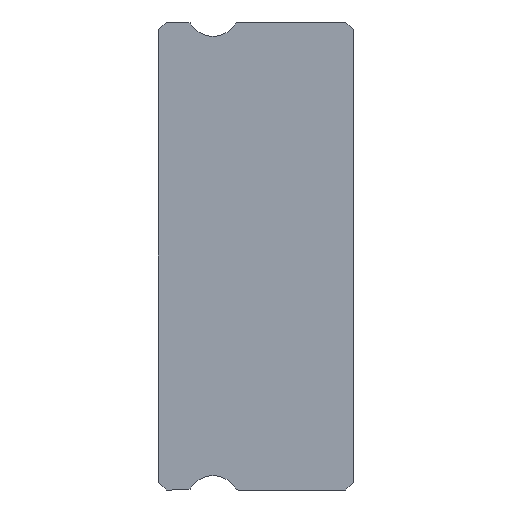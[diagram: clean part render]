
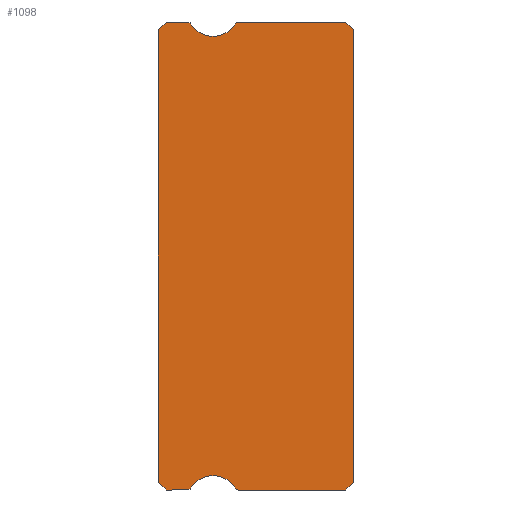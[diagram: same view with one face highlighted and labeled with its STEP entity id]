
A CAD part, left-side view. The second image highlights one B-rep face of the part: STEP entity #1098.
In plain terms, the highlighted planar face has unit normal (-1, 0, 0).
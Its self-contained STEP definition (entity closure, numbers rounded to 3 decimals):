
#6 = ORIENTED_EDGE ( 'NONE', *, *, #614, .F. ) ;
#12 = CARTESIAN_POINT ( 'NONE',  ( -15., 0.3, 9. ) ) ;
#15 = DIRECTION ( 'NONE',  ( 0., 0., -1. ) ) ;
#27 = ORIENTED_EDGE ( 'NONE', *, *, #461, .F. ) ;
#28 = VERTEX_POINT ( 'NONE', #1808 ) ;
#84 = CARTESIAN_POINT ( 'NONE',  ( -15., 0., 8.7 ) ) ;
#90 = EDGE_CURVE ( 'NONE', #631, #1421, #228, .T. ) ;
#94 = CARTESIAN_POINT ( 'NONE',  ( -15., 5.4, -9.45 ) ) ;
#103 = CARTESIAN_POINT ( 'NONE',  ( -15., 4.419, 8.85 ) ) ;
#106 = CARTESIAN_POINT ( 'NONE',  ( -15., 5.4, 9.45 ) ) ;
#121 = EDGE_CURVE ( 'NONE', #157, #558, #1586, .T. ) ;
#157 = VERTEX_POINT ( 'NONE', #1253 ) ;
#161 = AXIS2_PLACEMENT_3D ( 'NONE', #1541, #1672, #364 ) ;
#181 = CARTESIAN_POINT ( 'NONE',  ( -15., 4.547, -8.928 ) ) ;
#187 = DIRECTION ( 'NONE',  ( 0., 0., 1. ) ) ;
#192 = CARTESIAN_POINT ( 'NONE',  ( -15., 6.381, 8.85 ) ) ;
#202 = VECTOR ( 'NONE', #1643, 1000. ) ;
#203 = CARTESIAN_POINT ( 'NONE',  ( -15., 6.381, 9. ) ) ;
#209 = DIRECTION ( 'NONE',  ( 0., 0., 1. ) ) ;
#218 = CIRCLE ( 'NONE', #1294, 0.15 ) ;
#226 = VECTOR ( 'NONE', #1849, 1000. ) ;
#227 = VERTEX_POINT ( 'NONE', #450 ) ;
#228 = CIRCLE ( 'NONE', #404, 1. ) ;
#248 = DIRECTION ( 'NONE',  ( -1., 0., 0. ) ) ;
#256 = CARTESIAN_POINT ( 'NONE',  ( -15., 7.2, -9. ) ) ;
#257 = DIRECTION ( 'NONE',  ( -1., 0., 0. ) ) ;
#258 = VECTOR ( 'NONE', #918, 1000. ) ;
#264 = CARTESIAN_POINT ( 'NONE',  ( -15., 7.2, 9. ) ) ;
#293 = LINE ( 'NONE', #1506, #700 ) ;
#295 = EDGE_CURVE ( 'NONE', #1548, #28, #1650, .T. ) ;
#296 = EDGE_CURVE ( 'NONE', #558, #342, #293, .T. ) ;
#303 = EDGE_CURVE ( 'NONE', #1318, #1201, #923, .T. ) ;
#342 = VERTEX_POINT ( 'NONE', #652 ) ;
#364 = DIRECTION ( 'NONE',  ( 0., 0., -1. ) ) ;
#370 = VERTEX_POINT ( 'NONE', #203 ) ;
#379 = DIRECTION ( 'NONE',  ( 0., 1., 0. ) ) ;
#404 = AXIS2_PLACEMENT_3D ( 'NONE', #94, #248, #1109 ) ;
#414 = ORIENTED_EDGE ( 'NONE', *, *, #121, .F. ) ;
#421 = DIRECTION ( 'NONE',  ( 0., 0., -1. ) ) ;
#424 = ORIENTED_EDGE ( 'NONE', *, *, #959, .F. ) ;
#450 = CARTESIAN_POINT ( 'NONE',  ( -15., 6.253, 8.928 ) ) ;
#461 = EDGE_CURVE ( 'NONE', #227, #508, #1716, .T. ) ;
#469 = CARTESIAN_POINT ( 'NONE',  ( -15., 4.419, 9. ) ) ;
#473 = EDGE_LOOP ( 'NONE', ( #629, #812, #693, #1464, #731, #6, #424, #1758, #1097, #1192, #1844, #414, #1329, #27, #1106, #1497, #1829 ) ) ;
#474 = PLANE ( 'NONE',  #1759 ) ;
#487 = CARTESIAN_POINT ( 'NONE',  ( -15., 7.2, -9. ) ) ;
#490 = EDGE_CURVE ( 'NONE', #1589, #1201, #1473, .T. ) ;
#508 = VERTEX_POINT ( 'NONE', #868 ) ;
#558 = VERTEX_POINT ( 'NONE', #469 ) ;
#608 = FACE_OUTER_BOUND ( 'NONE', #473, .T. ) ;
#614 = EDGE_CURVE ( 'NONE', #739, #631, #218, .T. ) ;
#615 = CARTESIAN_POINT ( 'NONE',  ( -15., 4.419, -8.85 ) ) ;
#629 = ORIENTED_EDGE ( 'NONE', *, *, #303, .F. ) ;
#631 = VERTEX_POINT ( 'NONE', #181 ) ;
#652 = CARTESIAN_POINT ( 'NONE',  ( -15., 0.3, 9. ) ) ;
#660 = CARTESIAN_POINT ( 'NONE',  ( -15., 7.5, -8.7 ) ) ;
#672 = CIRCLE ( 'NONE', #1508, 0.15 ) ;
#684 = VERTEX_POINT ( 'NONE', #84 ) ;
#689 = AXIS2_PLACEMENT_3D ( 'NONE', #106, #1161, #421 ) ;
#690 = DIRECTION ( 'NONE',  ( 0., 0., -1. ) ) ;
#693 = ORIENTED_EDGE ( 'NONE', *, *, #295, .T. ) ;
#700 = VECTOR ( 'NONE', #768, 1000. ) ;
#702 = VECTOR ( 'NONE', #379, 1000. ) ;
#706 = VECTOR ( 'NONE', #1897, 1000. ) ;
#731 = ORIENTED_EDGE ( 'NONE', *, *, #90, .F. ) ;
#738 = CARTESIAN_POINT ( 'NONE',  ( -15., 6.381, -9. ) ) ;
#739 = VERTEX_POINT ( 'NONE', #1556 ) ;
#768 = DIRECTION ( 'NONE',  ( 0., -1., 0. ) ) ;
#812 = ORIENTED_EDGE ( 'NONE', *, *, #1449, .T. ) ;
#846 = CARTESIAN_POINT ( 'NONE',  ( -15., 6.381, -8.85 ) ) ;
#847 = CIRCLE ( 'NONE', #689, 1. ) ;
#868 = CARTESIAN_POINT ( 'NONE',  ( -15., 5.4, 8.45 ) ) ;
#882 = VERTEX_POINT ( 'NONE', #1435 ) ;
#906 = VECTOR ( 'NONE', #209, 1000. ) ;
#911 = LINE ( 'NONE', #12, #258 ) ;
#915 = DIRECTION ( 'NONE',  ( 0., -1., 0. ) ) ;
#918 = DIRECTION ( 'NONE',  ( 0., -0.707, -0.707 ) ) ;
#923 = LINE ( 'NONE', #1512, #1196 ) ;
#959 = EDGE_CURVE ( 'NONE', #999, #739, #1900, .T. ) ;
#989 = CIRCLE ( 'NONE', #161, 0.15 ) ;
#999 = VERTEX_POINT ( 'NONE', #1440 ) ;
#1003 = EDGE_CURVE ( 'NONE', #508, #157, #847, .T. ) ;
#1020 = CARTESIAN_POINT ( 'NONE',  ( -15., 7.5, 8.7 ) ) ;
#1054 = CARTESIAN_POINT ( 'NONE',  ( -15., 0., -8.7 ) ) ;
#1062 = DIRECTION ( 'NONE',  ( 1., 0., 0. ) ) ;
#1097 = ORIENTED_EDGE ( 'NONE', *, *, #1478, .T. ) ;
#1098 = ADVANCED_FACE ( 'NONE', ( #608 ), #474, .F. ) ;
#1106 = ORIENTED_EDGE ( 'NONE', *, *, #1181, .F. ) ;
#1109 = DIRECTION ( 'NONE',  ( 0., 0., -1. ) ) ;
#1112 = DIRECTION ( 'NONE',  ( 1., 0., 0. ) ) ;
#1134 = AXIS2_PLACEMENT_3D ( 'NONE', #1138, #257, #1723 ) ;
#1138 = CARTESIAN_POINT ( 'NONE',  ( -15., 5.4, 9.45 ) ) ;
#1140 = DIRECTION ( 'NONE',  ( 0., 1., 0. ) ) ;
#1154 = AXIS2_PLACEMENT_3D ( 'NONE', #103, #1712, #690 ) ;
#1161 = DIRECTION ( 'NONE',  ( -1., 0., 0. ) ) ;
#1181 = EDGE_CURVE ( 'NONE', #370, #227, #989, .T. ) ;
#1192 = ORIENTED_EDGE ( 'NONE', *, *, #1807, .F. ) ;
#1196 = VECTOR ( 'NONE', #187, 1000. ) ;
#1201 = VERTEX_POINT ( 'NONE', #1841 ) ;
#1253 = CARTESIAN_POINT ( 'NONE',  ( -15., 4.547, 8.928 ) ) ;
#1268 = LINE ( 'NONE', #264, #702 ) ;
#1273 = VECTOR ( 'NONE', #1140, 1000. ) ;
#1283 = VECTOR ( 'NONE', #915, 1000. ) ;
#1289 = DIRECTION ( 'NONE',  ( 0., 0., -1. ) ) ;
#1294 = AXIS2_PLACEMENT_3D ( 'NONE', #615, #1062, #1797 ) ;
#1318 = VERTEX_POINT ( 'NONE', #660 ) ;
#1329 = ORIENTED_EDGE ( 'NONE', *, *, #1003, .F. ) ;
#1337 = DIRECTION ( 'NONE',  ( 1., 0., 0. ) ) ;
#1393 = CARTESIAN_POINT ( 'NONE',  ( -15., 0., 8.7 ) ) ;
#1421 = VERTEX_POINT ( 'NONE', #1539 ) ;
#1435 = CARTESIAN_POINT ( 'NONE',  ( -15., 0., -8.7 ) ) ;
#1440 = CARTESIAN_POINT ( 'NONE',  ( -15., 0.3, -9. ) ) ;
#1449 = EDGE_CURVE ( 'NONE', #1318, #1548, #1818, .T. ) ;
#1464 = ORIENTED_EDGE ( 'NONE', *, *, #1646, .F. ) ;
#1473 = LINE ( 'NONE', #1020, #706 ) ;
#1478 = EDGE_CURVE ( 'NONE', #882, #684, #1828, .T. ) ;
#1497 = ORIENTED_EDGE ( 'NONE', *, *, #1663, .T. ) ;
#1506 = CARTESIAN_POINT ( 'NONE',  ( -15., 6.381, 9. ) ) ;
#1508 = AXIS2_PLACEMENT_3D ( 'NONE', #846, #1112, #1289 ) ;
#1512 = CARTESIAN_POINT ( 'NONE',  ( -15., 7.5, 8.85 ) ) ;
#1539 = CARTESIAN_POINT ( 'NONE',  ( -15., 6.253, -8.928 ) ) ;
#1541 = CARTESIAN_POINT ( 'NONE',  ( -15., 6.381, 8.85 ) ) ;
#1548 = VERTEX_POINT ( 'NONE', #256 ) ;
#1556 = CARTESIAN_POINT ( 'NONE',  ( -15., 4.419, -9. ) ) ;
#1586 = CIRCLE ( 'NONE', #1154, 0.15 ) ;
#1589 = VERTEX_POINT ( 'NONE', #1711 ) ;
#1643 = DIRECTION ( 'NONE',  ( 0., 0.707, -0.707 ) ) ;
#1646 = EDGE_CURVE ( 'NONE', #1421, #28, #672, .T. ) ;
#1650 = LINE ( 'NONE', #1762, #1283 ) ;
#1663 = EDGE_CURVE ( 'NONE', #370, #1589, #1268, .T. ) ;
#1672 = DIRECTION ( 'NONE',  ( 1., 0., 0. ) ) ;
#1711 = CARTESIAN_POINT ( 'NONE',  ( -15., 7.2, 9. ) ) ;
#1712 = DIRECTION ( 'NONE',  ( 1., 0., 0. ) ) ;
#1716 = CIRCLE ( 'NONE', #1134, 1. ) ;
#1723 = DIRECTION ( 'NONE',  ( 0., 0., -1. ) ) ;
#1758 = ORIENTED_EDGE ( 'NONE', *, *, #1869, .F. ) ;
#1759 = AXIS2_PLACEMENT_3D ( 'NONE', #192, #1337, #15 ) ;
#1762 = CARTESIAN_POINT ( 'NONE',  ( -15., 6.381, -9. ) ) ;
#1790 = LINE ( 'NONE', #1054, #202 ) ;
#1797 = DIRECTION ( 'NONE',  ( 0., 0., -1. ) ) ;
#1807 = EDGE_CURVE ( 'NONE', #342, #684, #911, .T. ) ;
#1808 = CARTESIAN_POINT ( 'NONE',  ( -15., 6.381, -9. ) ) ;
#1818 = LINE ( 'NONE', #487, #226 ) ;
#1828 = LINE ( 'NONE', #1393, #906 ) ;
#1829 = ORIENTED_EDGE ( 'NONE', *, *, #490, .T. ) ;
#1841 = CARTESIAN_POINT ( 'NONE',  ( -15., 7.5, 8.7 ) ) ;
#1844 = ORIENTED_EDGE ( 'NONE', *, *, #296, .F. ) ;
#1849 = DIRECTION ( 'NONE',  ( 0., -0.707, -0.707 ) ) ;
#1869 = EDGE_CURVE ( 'NONE', #882, #999, #1790, .T. ) ;
#1897 = DIRECTION ( 'NONE',  ( 0., 0.707, -0.707 ) ) ;
#1900 = LINE ( 'NONE', #738, #1273 ) ;
